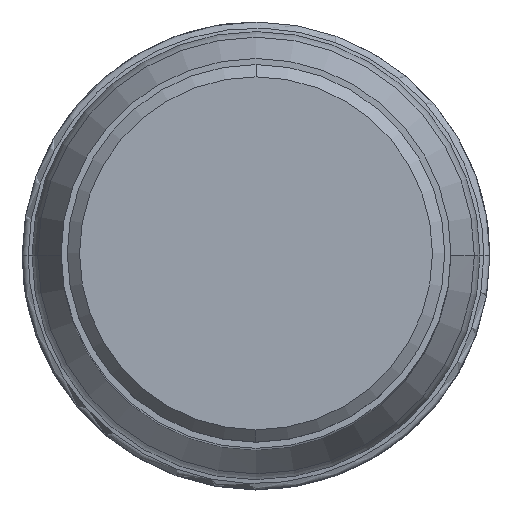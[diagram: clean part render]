
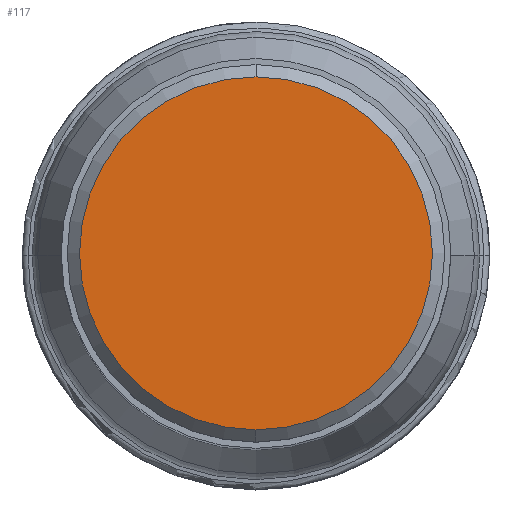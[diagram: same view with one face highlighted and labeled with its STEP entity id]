
A CAD part, top view. The second image highlights one B-rep face of the part: STEP entity #117.
In plain terms, the highlighted planar face has unit normal (0, 0, 1).
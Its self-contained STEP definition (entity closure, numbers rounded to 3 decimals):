
#32=PLANE('',#1073);
#117=ADVANCED_FACE('',(#195),#32,.F.);
#195=FACE_OUTER_BOUND('',#251,.T.);
#251=EDGE_LOOP('',(#400,#401));
#400=ORIENTED_EDGE('',*,*,#689,.F.);
#401=ORIENTED_EDGE('',*,*,#688,.F.);
#582=VERTEX_POINT('',#2607);
#583=VERTEX_POINT('',#2609);
#688=EDGE_CURVE('',#583,#582,#826,.T.);
#689=EDGE_CURVE('',#582,#583,#827,.T.);
#826=CIRCLE('',#1070,14.375);
#827=CIRCLE('',#1072,14.375);
#1070=AXIS2_PLACEMENT_3D('',#2610,#1271,#1272);
#1072=AXIS2_PLACEMENT_3D('',#2612,#1275,#1276);
#1073=AXIS2_PLACEMENT_3D('',#2613,#1277,#1278);
#1271=DIRECTION('',(0.,0.,-1.));
#1272=DIRECTION('',(0.,1.,0.));
#1275=DIRECTION('',(0.,0.,-1.));
#1276=DIRECTION('',(0.,-1.,0.));
#1277=DIRECTION('',(0.,0.,-1.));
#1278=DIRECTION('',(1.,0.,0.));
#2607=CARTESIAN_POINT('',(0.,-14.375,42.863));
#2609=CARTESIAN_POINT('',(0.,14.375,42.863));
#2610=CARTESIAN_POINT('',(0.,0.,42.863));
#2612=CARTESIAN_POINT('',(0.,0.,42.863));
#2613=CARTESIAN_POINT('',(0.,0.,42.863));
